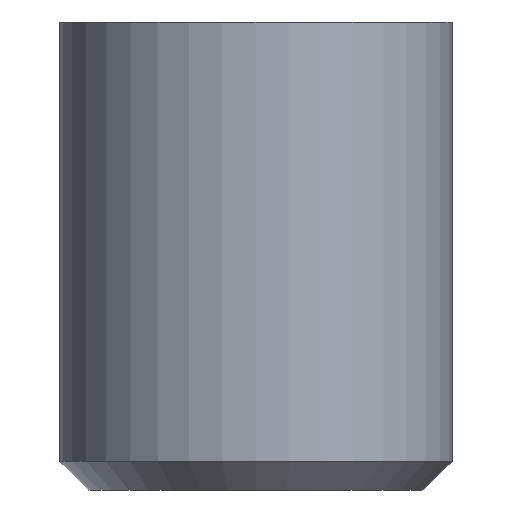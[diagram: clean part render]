
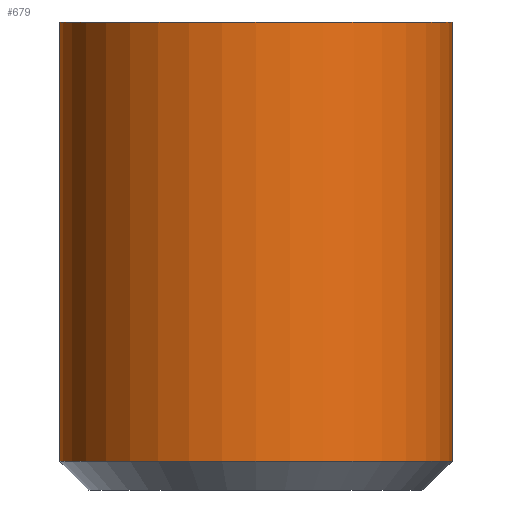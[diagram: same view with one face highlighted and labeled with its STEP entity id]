
A CAD part, front view. The second image highlights one B-rep face of the part: STEP entity #679.
In plain terms, the highlighted cylindrical face has radius 4.4 mm (diameter 8.8 mm), a full revolution.
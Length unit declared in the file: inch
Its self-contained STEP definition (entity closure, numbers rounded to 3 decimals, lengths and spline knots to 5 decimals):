
#637=CARTESIAN_POINT('',(0.17323,0.,0.02559));
#638=VERTEX_POINT('',#637);
#639=CARTESIAN_POINT('',(0.0,0.0,0.02559));
#640=DIRECTION('',(0.0,0.0,-1.0));
#641=DIRECTION('',(-1.0,0.0,0.0));
#642=AXIS2_PLACEMENT_3D('',#639,#640,#641);
#643=CIRCLE('',#642,0.17323);
#644=EDGE_CURVE('',#638,#638,#643,.T.);
#660=CARTESIAN_POINT('',(0.0,0.0,0.0));
#661=DIRECTION('',(0.0,0.0,1.0));
#662=DIRECTION('',(1.0,0.0,0.0));
#663=AXIS2_PLACEMENT_3D('',#660,#661,#662);
#664=CYLINDRICAL_SURFACE('',#663,0.17323);
#665=CARTESIAN_POINT('',(0.17323,0.,0.41339));
#666=VERTEX_POINT('',#665);
#667=CARTESIAN_POINT('',(0.0,0.0,0.41339));
#668=DIRECTION('',(0.0,0.0,-1.0));
#669=DIRECTION('',(-1.0,0.0,0.0));
#670=AXIS2_PLACEMENT_3D('',#667,#668,#669);
#671=CIRCLE('',#670,0.17323);
#672=EDGE_CURVE('',#666,#666,#671,.T.);
#673=ORIENTED_EDGE('',*,*,#672,.T.);
#674=EDGE_LOOP('',(#673));
#675=FACE_OUTER_BOUND('',#674,.T.);
#676=ORIENTED_EDGE('',*,*,#644,.F.);
#677=EDGE_LOOP('',(#676));
#678=FACE_BOUND('',#677,.T.);
#679=ADVANCED_FACE('',(#675,#678),#664,.T.);
